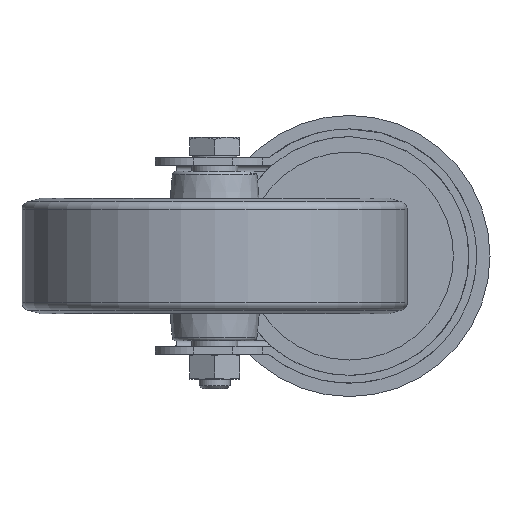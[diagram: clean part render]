
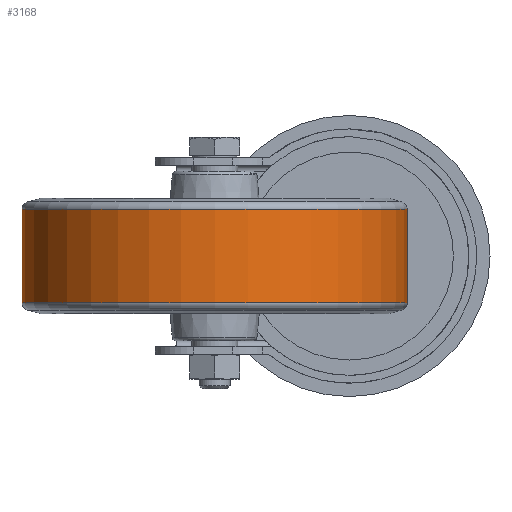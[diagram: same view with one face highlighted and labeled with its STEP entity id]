
A CAD part, front view. The second image highlights one B-rep face of the part: STEP entity #3168.
In plain terms, the highlighted cylindrical face has radius 50 mm (diameter 100 mm), a full revolution.
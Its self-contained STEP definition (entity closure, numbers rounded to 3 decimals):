
#768=FACE_BOUND('',#1110,.T.);
#827=CYLINDRICAL_SURFACE('',#3397,50.);
#899=FACE_OUTER_BOUND('',#1109,.T.);
#1109=EDGE_LOOP('',(#2360));
#1110=EDGE_LOOP('',(#2361));
#1343=CIRCLE('',#3396,50.);
#1344=CIRCLE('',#3398,50.);
#1507=VERTEX_POINT('',#4835);
#1508=VERTEX_POINT('',#4838);
#1837=EDGE_CURVE('',#1507,#1507,#1343,.T.);
#1838=EDGE_CURVE('',#1508,#1508,#1344,.T.);
#2360=ORIENTED_EDGE('',*,*,#1837,.T.);
#2361=ORIENTED_EDGE('',*,*,#1838,.F.);
#3168=ADVANCED_FACE('',(#899,#768),#827,.T.);
#3396=AXIS2_PLACEMENT_3D('',#4836,#3867,#3868);
#3397=AXIS2_PLACEMENT_3D('',#4837,#3869,#3870);
#3398=AXIS2_PLACEMENT_3D('',#4839,#3871,#3872);
#3867=DIRECTION('center_axis',(1.,0.,0.));
#3868=DIRECTION('ref_axis',(0.,0.,-1.));
#3869=DIRECTION('center_axis',(-1.,0.,0.));
#3870=DIRECTION('ref_axis',(0.,0.,-1.));
#3871=DIRECTION('center_axis',(1.,0.,0.));
#3872=DIRECTION('ref_axis',(0.,0.,-1.));
#4835=CARTESIAN_POINT('',(-12.126,0.,-50.));
#4836=CARTESIAN_POINT('Origin',(-12.126,0.,0.));
#4837=CARTESIAN_POINT('Origin',(50.,0.,0.));
#4838=CARTESIAN_POINT('',(12.126,0.,-50.));
#4839=CARTESIAN_POINT('Origin',(12.126,0.,0.));
